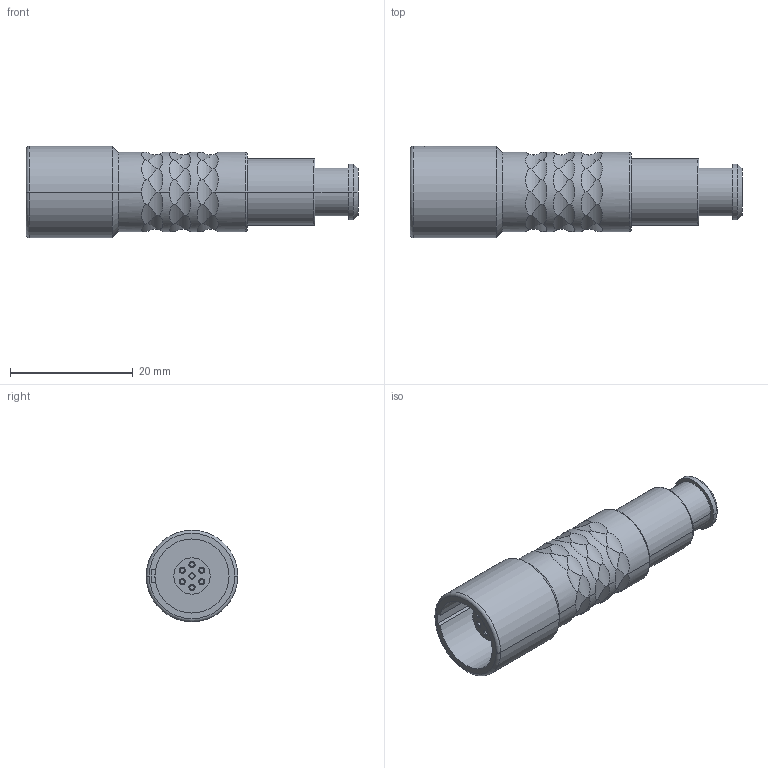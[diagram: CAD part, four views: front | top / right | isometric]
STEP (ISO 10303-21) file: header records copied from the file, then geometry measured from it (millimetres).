
FILE_DESCRIPTION((''),'2;1');
FILE_NAME('K21K0C-P07L','2013-01-22T',('rtrager'),(''),'PRO/ENGINEER BY PARAMETRIC TECHNOLOGY CORPORATION, 2010330','PRO/ENGINEER BY PARAMETRIC TECHNOLOGY CORPORATION, 2010330','');
FILE_SCHEMA(('CONFIG_CONTROL_DESIGN'));
Length unit declared in the file: millimetre
Products named in the file (1): K21K0C-P07L
Bounding box: 54 x 14.9 x 14.9 mm (x, y, z)
Volume: 4418.5 mm3; surface area: 3953.3 mm2
Topology: 1 solids, 1 shells, 222 faces, 554 edges, 356 vertices
Faces by surface type: cylinder 143, plane 41, cone 18, torus 12, bspline 8
Entity records: 8136 total; most frequent: CARTESIAN_POINT 3104, ORIENTED_EDGE 1108, DIRECTION 938, EDGE_CURVE 554, AXIS2_PLACEMENT_3D 394, VERTEX_POINT 356, EDGE_LOOP 244, B_SPLINE_CURVE_WITH_KNOTS 224
